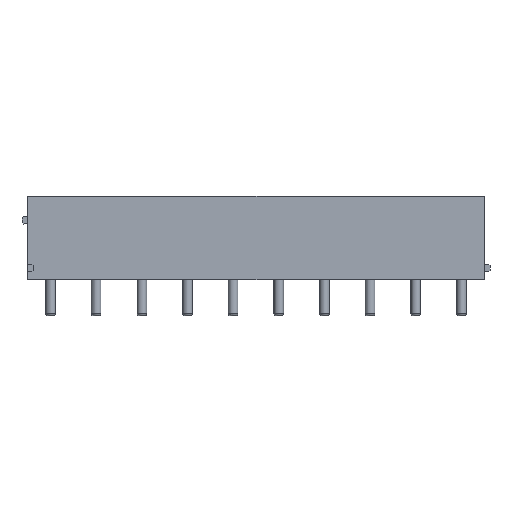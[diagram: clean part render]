
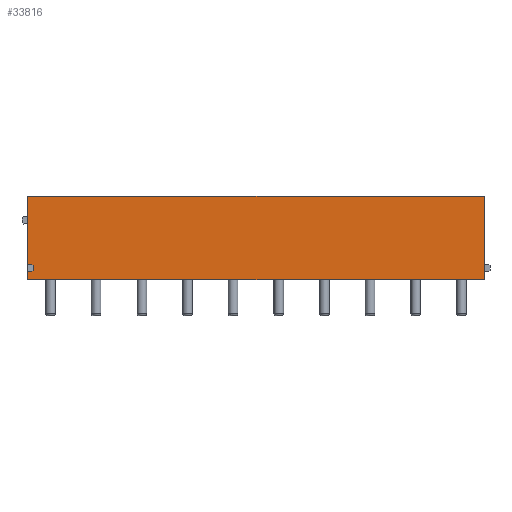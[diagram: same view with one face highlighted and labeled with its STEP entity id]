
A CAD part, front view. The second image highlights one B-rep face of the part: STEP entity #33816.
In plain terms, the highlighted planar face has unit normal (0, -1, 0).
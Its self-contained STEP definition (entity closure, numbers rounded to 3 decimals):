
#1289 = DIRECTION ( 'NONE',  ( 0., 0., 1. ) ) ;
#2031 = CARTESIAN_POINT ( 'NONE',  ( 0., -4.2, -2.75 ) ) ;
#2351 = EDGE_CURVE ( 'NONE', #25575, #18448, #17137, .T. ) ;
#2578 = FACE_OUTER_BOUND ( 'NONE', #31416, .T. ) ;
#3878 = AXIS2_PLACEMENT_3D ( 'NONE', #11151, #21092, #1289 ) ;
#3887 = LINE ( 'NONE', #18996, #37998 ) ;
#4620 = CARTESIAN_POINT ( 'NONE',  ( 0.48, -4.2, -2.3 ) ) ;
#4666 = ORIENTED_EDGE ( 'NONE', *, *, #16150, .F. ) ;
#5834 = VERTEX_POINT ( 'NONE', #33942 ) ;
#6151 = LINE ( 'NONE', #4620, #13874 ) ;
#7214 = CARTESIAN_POINT ( 'NONE',  ( 0.48, -4.2, -2.3 ) ) ;
#8612 = VECTOR ( 'NONE', #15581, 1000. ) ;
#10871 = LINE ( 'NONE', #39498, #36173 ) ;
#11151 = CARTESIAN_POINT ( 'NONE',  ( 38.1, -4.2, 3.5 ) ) ;
#11190 = VERTEX_POINT ( 'NONE', #13005 ) ;
#11385 = ORIENTED_EDGE ( 'NONE', *, *, #23375, .F. ) ;
#11426 = ORIENTED_EDGE ( 'NONE', *, *, #16289, .T. ) ;
#11883 = ORIENTED_EDGE ( 'NONE', *, *, #16205, .F. ) ;
#12038 = DIRECTION ( 'NONE',  ( 0.973, 0., -0.229 ) ) ;
#12662 = DIRECTION ( 'NONE',  ( 0.733, 0., 0.68 ) ) ;
#12818 = CARTESIAN_POINT ( 'NONE',  ( 38.1, -4.2, -3.5 ) ) ;
#13005 = CARTESIAN_POINT ( 'NONE',  ( 38.1, -4.2, 3.5 ) ) ;
#13051 = CARTESIAN_POINT ( 'NONE',  ( 38.1, -4.2, 3.5 ) ) ;
#13651 = DIRECTION ( 'NONE',  ( 0., 0., -1. ) ) ;
#13828 = VERTEX_POINT ( 'NONE', #2031 ) ;
#13874 = VECTOR ( 'NONE', #40853, 1000. ) ;
#13960 = ORIENTED_EDGE ( 'NONE', *, *, #28366, .F. ) ;
#14592 = EDGE_CURVE ( 'NONE', #30960, #31745, #17540, .T. ) ;
#15581 = DIRECTION ( 'NONE',  ( 0., 0., -1. ) ) ;
#15842 = CARTESIAN_POINT ( 'NONE',  ( 38.1, -4.2, 3.5 ) ) ;
#16104 = DIRECTION ( 'NONE',  ( -1., 0., 0. ) ) ;
#16150 = EDGE_CURVE ( 'NONE', #13828, #28379, #30749, .T. ) ;
#16205 = EDGE_CURVE ( 'NONE', #34806, #22754, #25554, .T. ) ;
#16289 = EDGE_CURVE ( 'NONE', #11190, #25575, #22461, .T. ) ;
#16343 = DIRECTION ( 'NONE',  ( -1., 0., 0. ) ) ;
#16388 = DIRECTION ( 'NONE',  ( -0.973, 0., -0.229 ) ) ;
#17137 = LINE ( 'NONE', #37077, #24882 ) ;
#17253 = DIRECTION ( 'NONE',  ( 0., 0., -1. ) ) ;
#17540 = LINE ( 'NONE', #12818, #34097 ) ;
#17755 = PLANE ( 'NONE',  #3878 ) ;
#18110 = ORIENTED_EDGE ( 'NONE', *, *, #30761, .F. ) ;
#18448 = VERTEX_POINT ( 'NONE', #27648 ) ;
#18616 = ORIENTED_EDGE ( 'NONE', *, *, #25131, .T. ) ;
#18663 = CARTESIAN_POINT ( 'NONE',  ( 0., -4.2, -2.75 ) ) ;
#18996 = CARTESIAN_POINT ( 'NONE',  ( 0.48, -4.2, -2.7 ) ) ;
#19928 = CARTESIAN_POINT ( 'NONE',  ( 0., -4.2, -3.5 ) ) ;
#20691 = ORIENTED_EDGE ( 'NONE', *, *, #14592, .F. ) ;
#21092 = DIRECTION ( 'NONE',  ( 0., 1., 0. ) ) ;
#21214 = CARTESIAN_POINT ( 'NONE',  ( 0.34, -4.2, -2.83 ) ) ;
#21428 = VECTOR ( 'NONE', #16343, 1000. ) ;
#22461 = LINE ( 'NONE', #13051, #21428 ) ;
#22754 = VERTEX_POINT ( 'NONE', #24401 ) ;
#22856 = LINE ( 'NONE', #30101, #39374 ) ;
#23375 = EDGE_CURVE ( 'NONE', #28379, #5834, #3887, .T. ) ;
#23610 = CARTESIAN_POINT ( 'NONE',  ( 38.1, -4.2, -3.5 ) ) ;
#24249 = ORIENTED_EDGE ( 'NONE', *, *, #27851, .F. ) ;
#24401 = CARTESIAN_POINT ( 'NONE',  ( 0.34, -4.2, -2.17 ) ) ;
#24882 = VECTOR ( 'NONE', #17253, 1000. ) ;
#25131 = EDGE_CURVE ( 'NONE', #13828, #31745, #22856, .T. ) ;
#25554 = LINE ( 'NONE', #25587, #34354 ) ;
#25575 = VERTEX_POINT ( 'NONE', #36871 ) ;
#25587 = CARTESIAN_POINT ( 'NONE',  ( 0.48, -4.2, -2.3 ) ) ;
#27648 = CARTESIAN_POINT ( 'NONE',  ( 0., -4.2, -2.25 ) ) ;
#27851 = EDGE_CURVE ( 'NONE', #22754, #18448, #10871, .T. ) ;
#28366 = EDGE_CURVE ( 'NONE', #5834, #34806, #6151, .T. ) ;
#28379 = VERTEX_POINT ( 'NONE', #21214 ) ;
#29079 = DIRECTION ( 'NONE',  ( -0.733, 0., 0.68 ) ) ;
#30101 = CARTESIAN_POINT ( 'NONE',  ( 0., -4.2, 3.5 ) ) ;
#30749 = LINE ( 'NONE', #18663, #38507 ) ;
#30761 = EDGE_CURVE ( 'NONE', #11190, #30960, #41646, .T. ) ;
#30960 = VERTEX_POINT ( 'NONE', #23610 ) ;
#31416 = EDGE_LOOP ( 'NONE', ( #39755, #24249, #11883, #13960, #11385, #4666, #18616, #20691, #18110, #11426 ) ) ;
#31745 = VERTEX_POINT ( 'NONE', #19928 ) ;
#33816 = ADVANCED_FACE ( 'NONE', ( #2578 ), #17755, .F. ) ;
#33942 = CARTESIAN_POINT ( 'NONE',  ( 0.48, -4.2, -2.7 ) ) ;
#34097 = VECTOR ( 'NONE', #16104, 1000. ) ;
#34354 = VECTOR ( 'NONE', #29079, 1000. ) ;
#34806 = VERTEX_POINT ( 'NONE', #7214 ) ;
#36173 = VECTOR ( 'NONE', #16388, 1000. ) ;
#36871 = CARTESIAN_POINT ( 'NONE',  ( 0., -4.2, 3.5 ) ) ;
#37077 = CARTESIAN_POINT ( 'NONE',  ( 0., -4.2, 3.5 ) ) ;
#37998 = VECTOR ( 'NONE', #12662, 1000. ) ;
#38507 = VECTOR ( 'NONE', #12038, 1000. ) ;
#39374 = VECTOR ( 'NONE', #13651, 1000. ) ;
#39498 = CARTESIAN_POINT ( 'NONE',  ( 0., -4.2, -2.25 ) ) ;
#39755 = ORIENTED_EDGE ( 'NONE', *, *, #2351, .T. ) ;
#40853 = DIRECTION ( 'NONE',  ( 0., 0., 1. ) ) ;
#41646 = LINE ( 'NONE', #15842, #8612 ) ;
